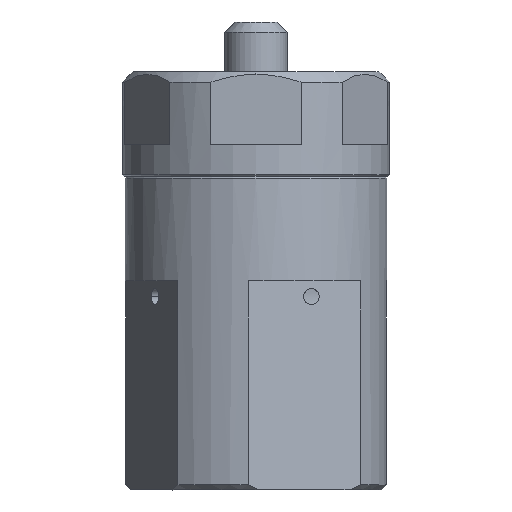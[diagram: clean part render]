
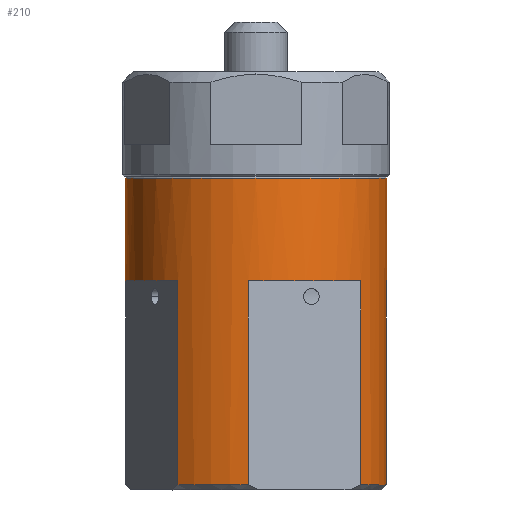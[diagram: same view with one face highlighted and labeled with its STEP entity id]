
A CAD part, front view. The second image highlights one B-rep face of the part: STEP entity #210.
In plain terms, the highlighted cylindrical face has radius 12.5 mm (diameter 25 mm), a partial arc.
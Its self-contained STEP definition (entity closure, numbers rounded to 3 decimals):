
#210=ADVANCED_FACE('',(#382),#383,.T.);
#382=FACE_OUTER_BOUND('',#1338,.T.);
#383=CYLINDRICAL_SURFACE('',#1339,12.5);
#1338=EDGE_LOOP('',(#2608,#2609,#2610,#2611,#2612,#2613,#2614,#2615,#2616,#2617,#2618,#2619));
#1339=AXIS2_PLACEMENT_3D('',#2620,#2621,#2622);
#2608=ORIENTED_EDGE('',*,*,#3162,.T.);
#2609=ORIENTED_EDGE('',*,*,#3179,.F.);
#2610=ORIENTED_EDGE('',*,*,#3172,.T.);
#2611=ORIENTED_EDGE('',*,*,#3239,.T.);
#2612=ORIENTED_EDGE('',*,*,#3210,.T.);
#2613=ORIENTED_EDGE('',*,*,#3240,.T.);
#2614=ORIENTED_EDGE('',*,*,#3226,.T.);
#2615=ORIENTED_EDGE('',*,*,#3218,.T.);
#2616=ORIENTED_EDGE('',*,*,#3225,.T.);
#2617=ORIENTED_EDGE('',*,*,#3230,.T.);
#2618=ORIENTED_EDGE('',*,*,#3233,.T.);
#2619=ORIENTED_EDGE('',*,*,#3221,.T.);
#2620=CARTESIAN_POINT('',(0.0,0.0,-45.93));
#2621=DIRECTION('',(0.0,0.0,1.0));
#2622=DIRECTION('',(1.0,0.0,0.0));
#3162=EDGE_CURVE('',#3639,#3640,#3641,.T.);
#3172=EDGE_CURVE('',#3660,#3658,#3661,.T.);
#3179=EDGE_CURVE('',#3660,#3640,#3673,.T.);
#3210=EDGE_CURVE('',#3726,#3724,#3727,.F.);
#3218=EDGE_CURVE('',#3735,#3736,#3737,.F.);
#3221=EDGE_CURVE('',#3740,#3639,#3741,.F.);
#3225=EDGE_CURVE('',#3736,#3746,#3748,.F.);
#3226=EDGE_CURVE('',#3749,#3735,#3750,.F.);
#3230=EDGE_CURVE('',#3746,#3754,#3756,.T.);
#3233=EDGE_CURVE('',#3754,#3740,#3760,.F.);
#3239=EDGE_CURVE('',#3658,#3726,#3768,.F.);
#3240=EDGE_CURVE('',#3724,#3749,#3769,.T.);
#3639=VERTEX_POINT('',#4219);
#3640=VERTEX_POINT('',#4220);
#3641=LINE('',#4221,#4222);
#3658=VERTEX_POINT('',#4243);
#3660=VERTEX_POINT('',#4245);
#3661=LINE('',#4246,#4247);
#3673=CIRCLE('',#4281,12.5);
#3724=VERTEX_POINT('',#4477);
#3726=VERTEX_POINT('',#4489);
#3727=LINE('',#4490,#4491);
#3735=VERTEX_POINT('',#4509);
#3736=VERTEX_POINT('',#4510);
#3737=ELLIPSE('',#4511,12.5,12.5);
#3740=VERTEX_POINT('',#4516);
#3741=ELLIPSE('',#4517,12.5,12.5);
#3746=VERTEX_POINT('',#4524);
#3748=LINE('',#4535,#4536);
#3749=VERTEX_POINT('',#4537);
#3750=LINE('',#4538,#4539);
#3754=VERTEX_POINT('',#4553);
#3756=CIRCLE('',#4565,12.5);
#3760=LINE('',#4579,#4580);
#3768=ELLIPSE('',#4608,12.5,12.5);
#3769=CIRCLE('',#4609,12.5);
#4219=CARTESIAN_POINT('',(12.5,0.,-9.896));
#4220=CARTESIAN_POINT('',(12.5,0.,-0.1));
#4221=CARTESIAN_POINT('',(12.5,0.,-14.75));
#4222=VECTOR('',#5040,1.0);
#4243=CARTESIAN_POINT('',(-12.5,0.,-9.896));
#4245=CARTESIAN_POINT('',(-12.5,0.,-0.1));
#4246=CARTESIAN_POINT('',(-12.5,0.,-14.75));
#4247=VECTOR('',#5060,1.0);
#4281=AXIS2_PLACEMENT_3D('',#5070,#5071,#5072);
#4477=CARTESIAN_POINT('',(-7.46,-10.03,-29.4));
#4489=CARTESIAN_POINT('',(-7.46,-10.03,-9.899));
#4490=CARTESIAN_POINT('',(-7.46,-10.03,-45.93));
#4491=VECTOR('',#5115,1.0);
#4509=CARTESIAN_POINT('',(-0.732,-12.479,-9.895));
#4510=CARTESIAN_POINT('',(10.03,-7.46,-9.899));
#4511=AXIS2_PLACEMENT_3D('',#5132,#5133,#5134);
#4516=CARTESIAN_POINT('',(12.479,-0.732,-9.895));
#4517=AXIS2_PLACEMENT_3D('',#5137,#5138,#5139);
#4524=CARTESIAN_POINT('',(10.03,-7.46,-29.4));
#4535=CARTESIAN_POINT('',(10.03,-7.46,-45.93));
#4536=VECTOR('',#5142,1.0);
#4537=CARTESIAN_POINT('',(-0.732,-12.479,-29.4));
#4538=CARTESIAN_POINT('',(-0.732,-12.479,-45.93));
#4539=VECTOR('',#5143,1.0);
#4553=CARTESIAN_POINT('',(12.479,-0.732,-29.4));
#4565=AXIS2_PLACEMENT_3D('',#5147,#5148,#5149);
#4579=CARTESIAN_POINT('',(12.479,-0.732,-45.93));
#4580=VECTOR('',#5151,1.0);
#4608=AXIS2_PLACEMENT_3D('',#5159,#5160,#5161);
#4609=AXIS2_PLACEMENT_3D('',#5162,#5163,#5164);
#5040=DIRECTION('',(0.0,0.0,1.0));
#5060=DIRECTION('',(-0.0,-0.0,-1.0));
#5070=CARTESIAN_POINT('',(0.0,0.0,-0.1));
#5071=DIRECTION('',(0.0,0.0,1.0));
#5072=DIRECTION('',(-1.0,0.0,0.0));
#5115=DIRECTION('',(0.0,0.0,1.0));
#5132=CARTESIAN_POINT('',(0.0,0.0,-9.882));
#5133=DIRECTION('',(-0.001,0.001,-1.));
#5134=DIRECTION('',(0.643,-0.766,-0.001));
#5137=CARTESIAN_POINT('',(0.0,0.0,-9.882));
#5138=DIRECTION('',(-0.001,-0.001,-1.));
#5139=DIRECTION('',(0.766,0.643,-0.001));
#5142=DIRECTION('',(0.0,0.0,1.0));
#5143=DIRECTION('',(-0.0,-0.0,-1.0));
#5147=CARTESIAN_POINT('',(0.0,0.0,-29.4));
#5148=DIRECTION('',(0.0,0.0,1.0));
#5149=DIRECTION('',(1.0,0.0,0.0));
#5151=DIRECTION('',(-0.0,-0.0,-1.0));
#5159=CARTESIAN_POINT('',(0.0,0.0,-9.882));
#5160=DIRECTION('',(0.001,0.001,-1.));
#5161=DIRECTION('',(0.766,0.643,0.001));
#5162=CARTESIAN_POINT('',(0.0,0.0,-29.4));
#5163=DIRECTION('',(0.0,0.0,1.0));
#5164=DIRECTION('',(1.0,0.0,0.0));
